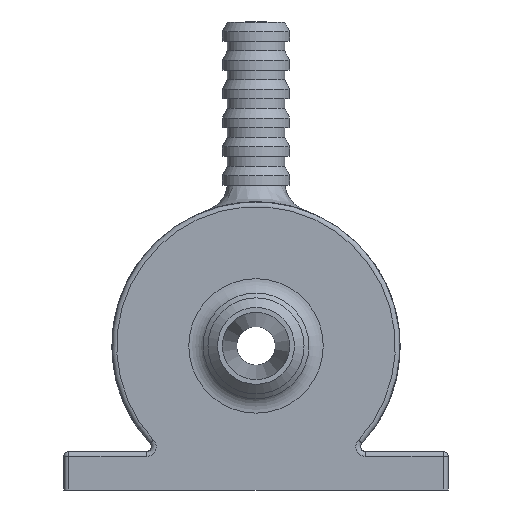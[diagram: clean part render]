
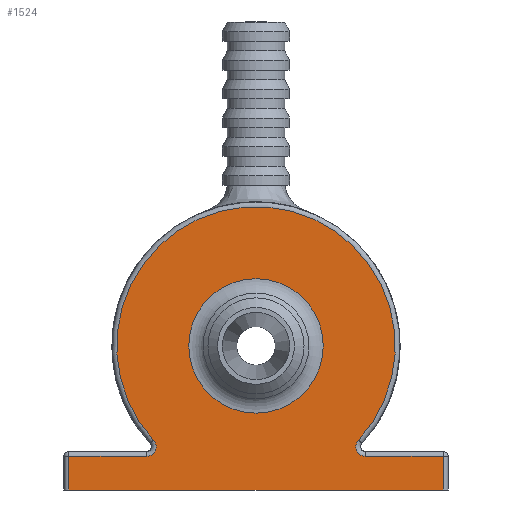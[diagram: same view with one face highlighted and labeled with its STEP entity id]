
A CAD part, left-side view. The second image highlights one B-rep face of the part: STEP entity #1524.
In plain terms, the highlighted planar face has unit normal (-1, 0, 0).
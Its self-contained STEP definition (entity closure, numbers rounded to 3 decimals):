
#40=FACE_BOUND('',#388,.T.);
#64=PLANE('',#1649);
#87=LINE('',#2526,#159);
#88=LINE('',#2528,#160);
#89=LINE('',#2530,#161);
#90=LINE('',#2532,#162);
#91=LINE('',#2539,#163);
#159=VECTOR('',#1899,10.);
#160=VECTOR('',#1900,10.);
#161=VECTOR('',#1901,10.);
#162=VECTOR('',#1902,10.);
#163=VECTOR('',#1909,10.);
#285=FACE_OUTER_BOUND('',#387,.T.);
#387=EDGE_LOOP('',(#1064,#1065,#1066,#1067,#1068,#1069,#1070,#1071));
#388=EDGE_LOOP('',(#1072,#1073));
#512=CIRCLE('',#1641,7.);
#516=CIRCLE('',#1645,7.);
#519=CIRCLE('',#1650,1.);
#520=CIRCLE('',#1651,14.5);
#521=CIRCLE('',#1652,1.);
#672=VERTEX_POINT('',#2508);
#673=VERTEX_POINT('',#2509);
#678=VERTEX_POINT('',#2524);
#679=VERTEX_POINT('',#2525);
#680=VERTEX_POINT('',#2527);
#681=VERTEX_POINT('',#2529);
#682=VERTEX_POINT('',#2531);
#683=VERTEX_POINT('',#2533);
#684=VERTEX_POINT('',#2535);
#685=VERTEX_POINT('',#2537);
#820=EDGE_CURVE('',#672,#673,#512,.T.);
#824=EDGE_CURVE('',#673,#672,#516,.T.);
#828=EDGE_CURVE('',#678,#679,#87,.T.);
#829=EDGE_CURVE('',#678,#680,#88,.T.);
#830=EDGE_CURVE('',#681,#680,#89,.T.);
#831=EDGE_CURVE('',#682,#681,#90,.T.);
#832=EDGE_CURVE('',#683,#682,#519,.T.);
#833=EDGE_CURVE('',#684,#683,#520,.T.);
#834=EDGE_CURVE('',#685,#684,#521,.T.);
#835=EDGE_CURVE('',#679,#685,#91,.T.);
#1064=ORIENTED_EDGE('',*,*,#828,.F.);
#1065=ORIENTED_EDGE('',*,*,#829,.T.);
#1066=ORIENTED_EDGE('',*,*,#830,.F.);
#1067=ORIENTED_EDGE('',*,*,#831,.F.);
#1068=ORIENTED_EDGE('',*,*,#832,.F.);
#1069=ORIENTED_EDGE('',*,*,#833,.F.);
#1070=ORIENTED_EDGE('',*,*,#834,.F.);
#1071=ORIENTED_EDGE('',*,*,#835,.F.);
#1072=ORIENTED_EDGE('',*,*,#820,.F.);
#1073=ORIENTED_EDGE('',*,*,#824,.F.);
#1524=ADVANCED_FACE('',(#285,#40),#64,.F.);
#1641=AXIS2_PLACEMENT_3D('',#2510,#1880,#1881);
#1645=AXIS2_PLACEMENT_3D('',#2516,#1888,#1889);
#1649=AXIS2_PLACEMENT_3D('',#2523,#1897,#1898);
#1650=AXIS2_PLACEMENT_3D('',#2534,#1903,#1904);
#1651=AXIS2_PLACEMENT_3D('',#2536,#1905,#1906);
#1652=AXIS2_PLACEMENT_3D('',#2538,#1907,#1908);
#1880=DIRECTION('center_axis',(-1.,0.,0.));
#1881=DIRECTION('ref_axis',(0.,0.,-1.));
#1888=DIRECTION('center_axis',(-1.,0.,0.));
#1889=DIRECTION('ref_axis',(0.,0.,-1.));
#1897=DIRECTION('center_axis',(1.,0.,0.));
#1898=DIRECTION('ref_axis',(0.,0.,1.));
#1899=DIRECTION('',(0.,0.,1.));
#1900=DIRECTION('',(0.,-1.,0.));
#1901=DIRECTION('',(0.,0.,-1.));
#1902=DIRECTION('',(0.,-1.,0.));
#1903=DIRECTION('center_axis',(-1.,0.,0.));
#1904=DIRECTION('ref_axis',(0.,0.916,-0.402));
#1905=DIRECTION('center_axis',(1.,0.,0.));
#1906=DIRECTION('ref_axis',(0.,0.,1.));
#1907=DIRECTION('center_axis',(-1.,0.,0.));
#1908=DIRECTION('ref_axis',(0.,-0.916,-0.402));
#1909=DIRECTION('',(0.,-1.,0.));
#2508=CARTESIAN_POINT('',(-49.876,0.,7.));
#2509=CARTESIAN_POINT('',(-49.876,0.,-7.));
#2510=CARTESIAN_POINT('Origin',(-49.876,0.,0.));
#2516=CARTESIAN_POINT('Origin',(-49.876,0.,0.));
#2523=CARTESIAN_POINT('Origin',(-49.876,-10.,-13.));
#2524=CARTESIAN_POINT('',(-49.876,19.5,-15.));
#2525=CARTESIAN_POINT('',(-49.876,19.5,-11.5));
#2526=CARTESIAN_POINT('',(-49.876,19.5,-14.));
#2527=CARTESIAN_POINT('',(-49.876,-19.5,-15.));
#2528=CARTESIAN_POINT('',(-49.876,-15.,-15.));
#2529=CARTESIAN_POINT('',(-49.876,-19.5,-11.5));
#2530=CARTESIAN_POINT('',(-49.876,-19.5,-14.));
#2531=CARTESIAN_POINT('',(-49.876,-11.402,-11.5));
#2532=CARTESIAN_POINT('',(-49.876,-15.,-11.5));
#2533=CARTESIAN_POINT('',(-49.876,-10.666,-9.823));
#2534=CARTESIAN_POINT('Origin',(-49.876,-11.402,-10.5));
#2535=CARTESIAN_POINT('',(-49.876,10.666,-9.823));
#2536=CARTESIAN_POINT('Origin',(-49.876,0.,0.));
#2537=CARTESIAN_POINT('',(-49.876,11.402,-11.5));
#2538=CARTESIAN_POINT('Origin',(-49.876,11.402,-10.5));
#2539=CARTESIAN_POINT('',(-49.876,5.,-11.5));
